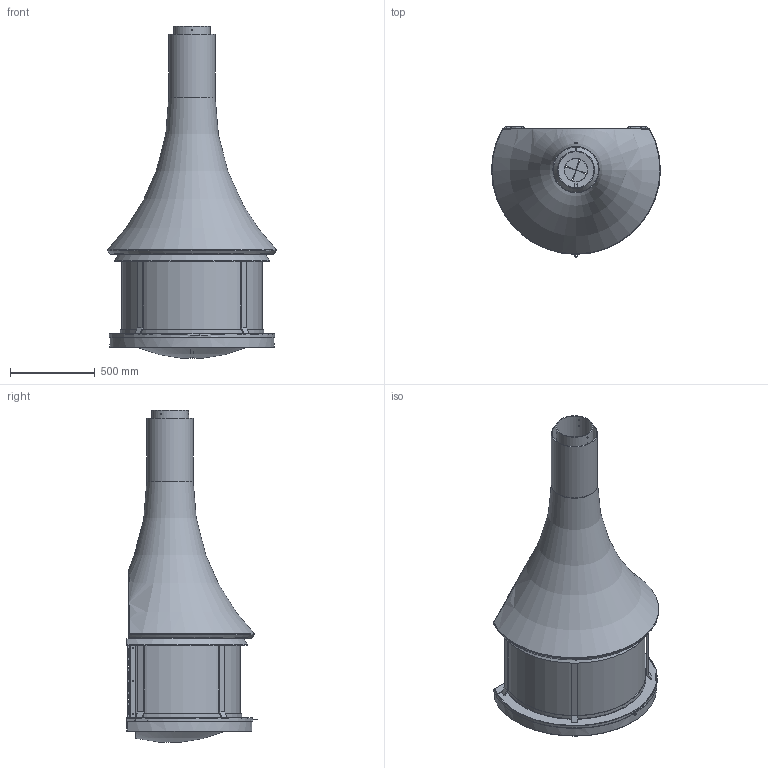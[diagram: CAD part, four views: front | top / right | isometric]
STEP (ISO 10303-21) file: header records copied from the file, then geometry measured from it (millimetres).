
FILE_DESCRIPTION(('STEP AP214'),'1');
FILE_NAME('.stp','2016-12-08T10:55:51',(' '),(' '),'Spatial InterOp 3D',' ',' ');
FILE_SCHEMA(('automotive_design'));
Length unit declared in the file: millimetre
Products named in the file (23): Pièce CB 5816; Socle (Entourage laqué); Socle Zélia murale; Brique 2 (Miroir); Brique 2; Brique 1 (Miroir); Brique 1; Briques; Cornière gauche (Isolation face arrière foyer); Cornière droite (Isolation face arrière foyer); Plat de 50 mm ép 3 mm; Barreau; Face arrière foyer; Palette A.A.F; Rail; Plateau repoussé; Fond bombé; Hotte laquée face arrière; Hotte intérieur tube Ø 219 ext ép 3; Hotte intérieur Ø 920 ext H540; Hotte laquée conduit; Hotte laquée base
Assembly tree (36 placements, depth 3):
  (unnamed)
    Pièce CB 5816
    Socle (Entourage laqué)
    Socle Zélia murale
      Brique 2 (Miroir)
      Brique 2
      Brique 1 (Miroir)
      Brique 1
      Briques  x12
      Cornière gauche (Isolation face arrière foyer)
      Cornière droite (Isolation face arrière foyer)
      Plat de 50 mm ép 3 mm
      Barreau  x4
      Face arrière foyer
      Palette A.A.F
      Rail
      Plateau repoussé
      Fond bombé
    Hotte laquée face arrière
    Hotte intérieur tube Ø 219 ext ép 3
    Hotte intérieur Ø 920 ext H540
    Hotte laquée conduit
    Hotte laquée base
Bounding box: 999.83 x 770 x 1963.29 mm (x, y, z)
Volume: 20460858.8 mm3; surface area: 12322065.3 mm2
Topology: 35 solids, 35 shells, 606 faces, 1588 edges, 1049 vertices
Faces by surface type: plane 450, cylinder 129, torus 12, cone 10, extrusion 3, sphere 2
Full cylindrical faces by diameter (mm): 6 x6, 6.2 x1, 7.2 x4, 8 x6, 9 x2, 16 x1, 22 x1, 135 x1, 213 x1, 219 x1, 267 x1, 268 x1, 273 x1, 274 x1
Entity records: 23352 total; most frequent: CARTESIAN_POINT 5542, ORIENTED_EDGE 2714, DIRECTION 2658, EDGE_CURVE 1357, VECTOR 948, LINE 945, VERTEX_POINT 910, AXIS2_PLACEMENT_3D 855
